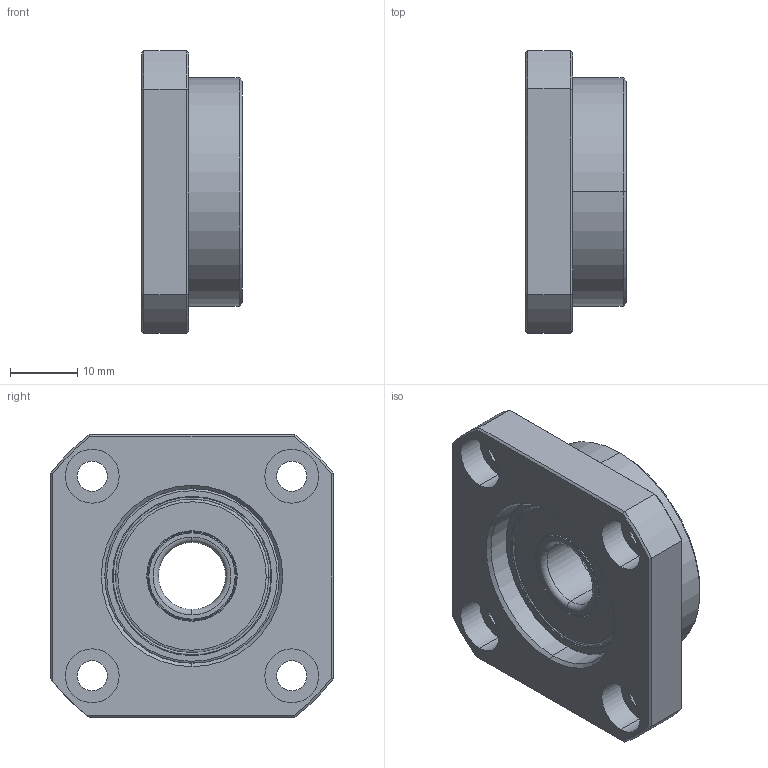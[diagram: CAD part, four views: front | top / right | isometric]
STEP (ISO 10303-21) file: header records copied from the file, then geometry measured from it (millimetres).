
FILE_DESCRIPTION (( 'STEP AP203' ), '1' );
FILE_NAME ('FF12²Õ¦X¥ó.STEP', '2010-10-04T07:45:15', ( '' ), ( '' ), 'SwSTEP 2.0', 'SolidWorks 2008', '' );
FILE_SCHEMA (( 'CONFIG_CONTROL_DESIGN' ));
Length unit declared in the file: millimetre
Products named in the file (1): FF12組合件
Bounding box: 15 x 42 x 42 mm (x, y, z)
Volume: 12729.2 mm3; surface area: 9884.7 mm2
Topology: 13 solids, 13 shells, 182 faces, 403 edges, 240 vertices
Faces by surface type: torus 66, cylinder 52, plane 31, cone 17, sphere 16
Entity records: 4871 total; most frequent: DIRECTION 978, CARTESIAN_POINT 810, ORIENTED_EDGE 726, AXIS2_PLACEMENT_3D 448, EDGE_CURVE 363, CIRCLE 265, VERTEX_POINT 216, EDGE_LOOP 209
